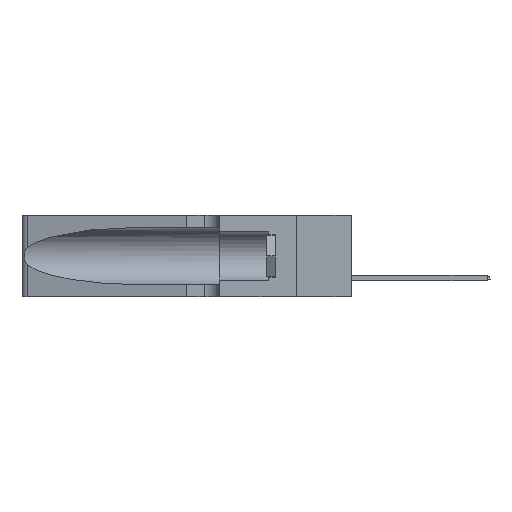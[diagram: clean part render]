
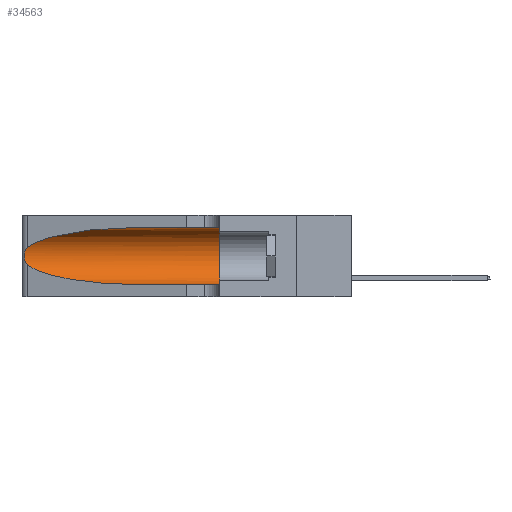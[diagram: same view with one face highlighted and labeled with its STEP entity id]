
A CAD part, left-side view. The second image highlights one B-rep face of the part: STEP entity #34563.
In plain terms, the highlighted cylindrical face has radius 3.308 mm (diameter 6.617 mm), a partial arc.
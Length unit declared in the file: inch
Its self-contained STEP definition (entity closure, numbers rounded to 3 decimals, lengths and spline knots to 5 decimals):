
#44 = ORIENTED_EDGE ( 'NONE', *, *, #22806, .F. ) ;
#732 = CARTESIAN_POINT ( 'NONE',  ( 0.1305, 0.72297, 0.31525 ) ) ;
#1054 = CARTESIAN_POINT ( 'NONE',  ( 0.1305, 0.35, 0.185 ) ) ;
#2445 = DIRECTION ( 'NONE',  ( 0., -1., 0. ) ) ;
#2524 = AXIS2_PLACEMENT_3D ( 'NONE', #1054, #21810, #4369 ) ;
#2857 = CARTESIAN_POINT ( 'NONE',  ( 0.25555, 1.22993, 0.14849 ) ) ;
#3259 = CARTESIAN_POINT ( 'NONE',  ( 0.25487, 1.22718, 0.14631 ) ) ;
#3855 = CARTESIAN_POINT ( 'NONE',  ( 0.1305, 0.72297, 0.05475 ) ) ;
#3947 = CYLINDRICAL_SURFACE ( 'NONE', #30089, 0.13025 ) ;
#4128 = DIRECTION ( 'NONE',  ( 0., -1., 0. ) ) ;
#4130 = CARTESIAN_POINT ( 'NONE',  ( 0.1305, 0.72297, 0.05475 ) ) ;
#4369 = DIRECTION ( 'NONE',  ( 0., 0., 1. ) ) ;
#4900 = DIRECTION ( 'NONE',  ( 0., -1., 0. ) ) ;
#5063 = CARTESIAN_POINT ( 'NONE',  ( 0.1305, 1.61858, 0.05475 ) ) ;
#5301 = ORIENTED_EDGE ( 'NONE', *, *, #30029, .T. ) ;
#6187 = CARTESIAN_POINT ( 'NONE',  ( 0.25555, 1.22994, 0.2215 ) ) ;
#7874 = CARTESIAN_POINT ( 'NONE',  ( 0.1305, 0.72297, 0.31525 ) ) ;
#8793 = B_SPLINE_CURVE_WITH_KNOTS ( 'NONE', 3,
 ( #41120, #6187, #34340, #16648, #37222, #30411, #20107, #13179, #44383, #13607, #23606, #40980, #2857, #3259 ),
 .UNSPECIFIED., .F., .F.,
 ( 4, 2, 2, 2, 2, 2, 4 ),
 ( 0., 0.00027, 0.00053, 0.00107, 0.0016, 0.00187, 0.00214 ),
 .UNSPECIFIED. ) ;
#8995 = CARTESIAN_POINT ( 'NONE',  ( 0.2373, 1.15595, 0.28018 ) ) ;
#10263 = EDGE_LOOP ( 'NONE', ( #33500, #44910, #12831, #5301, #44, #35257 ) ) ;
#11666 = VERTEX_POINT ( 'NONE', #30915 ) ;
#12831 = ORIENTED_EDGE ( 'NONE', *, *, #33074, .T. ) ;
#13179 = CARTESIAN_POINT ( 'NONE',  ( 0.26075, 1.23896, 0.178 ) ) ;
#13607 = CARTESIAN_POINT ( 'NONE',  ( 0.25856, 1.23593, 0.16098 ) ) ;
#16364 = VERTEX_POINT ( 'NONE', #33176 ) ;
#16648 = CARTESIAN_POINT ( 'NONE',  ( 0.25787, 1.23484, 0.2124 ) ) ;
#16699 = VERTEX_POINT ( 'NONE', #23967 ) ;
#17924 = CARTESIAN_POINT ( 'NONE',  ( 0.2373, 1.15595, 0.08982 ) ) ;
#18153 = VECTOR ( 'NONE', #4128, 39.37008 ) ;
#20107 = CARTESIAN_POINT ( 'NONE',  ( 0.26075, 1.23896, 0.19203 ) ) ;
#21810 = DIRECTION ( 'NONE',  ( 0., 1., 0. ) ) ;
#22044 = CARTESIAN_POINT ( 'NONE',  ( 0.18966, 0.96281, 0.05475 ) ) ;
#22806 = EDGE_CURVE ( 'NONE', #11666, #16364, #24136, .T. ) ;
#23536 = VERTEX_POINT ( 'NONE', #7874 ) ;
#23606 = CARTESIAN_POINT ( 'NONE',  ( 0.25789, 1.23486, 0.15765 ) ) ;
#23967 = CARTESIAN_POINT ( 'NONE',  ( 0.25487, 1.22718, 0.22369 ) ) ;
#24136 = CIRCLE ( 'NONE', #2524, 0.13025 ) ;
#26687 = DIRECTION ( 'NONE',  ( 0., 0., -1. ) ) ;
#27413 = VERTEX_POINT ( 'NONE', #3855 ) ;
#28375 = VECTOR ( 'NONE', #4900, 39.37008 ) ;
#30029 = EDGE_CURVE ( 'NONE', #27413, #16364, #30034, .T. ) ;
#30034 = LINE ( 'NONE', #5063, #28375 ) ;
#30089 = AXIS2_PLACEMENT_3D ( 'NONE', #43958, #2445, #26687 ) ;
#30411 = CARTESIAN_POINT ( 'NONE',  ( 0.26018, 1.23835, 0.19895 ) ) ;
#30915 = CARTESIAN_POINT ( 'NONE',  ( 0.1305, 0.35, 0.31525 ) ) ;
#31710 = CARTESIAN_POINT ( 'NONE',  ( 0.25487, 1.22718, 0.14631 ) ) ;
#32349 =( BOUNDED_CURVE ( )  B_SPLINE_CURVE ( 3, ( #732, #35466, #8995, #37738 ),
 .UNSPECIFIED., .F., .T. ) 
 B_SPLINE_CURVE_WITH_KNOTS ( ( 4, 4 ),
 ( 1.5708, 2.84003 ),
 .UNSPECIFIED. ) 
 CURVE ( )  GEOMETRIC_REPRESENTATION_ITEM ( )  RATIONAL_B_SPLINE_CURVE ( ( 1., 0.87, 0.87, 1. ) ) 
 REPRESENTATION_ITEM ( '' )  );
#33074 = EDGE_CURVE ( 'NONE', #38868, #27413, #40406, .T. ) ;
#33176 = CARTESIAN_POINT ( 'NONE',  ( 0.1305, 0.35, 0.05475 ) ) ;
#33500 = ORIENTED_EDGE ( 'NONE', *, *, #35700, .T. ) ;
#34340 = CARTESIAN_POINT ( 'NONE',  ( 0.25639, 1.23184, 0.21858 ) ) ;
#34563 = ADVANCED_FACE ( 'NONE', ( #34865 ), #3947, .F. ) ;
#34865 = FACE_OUTER_BOUND ( 'NONE', #10263, .T. ) ;
#34898 = EDGE_CURVE ( 'NONE', #16699, #38868, #8793, .T. ) ;
#35196 = CARTESIAN_POINT ( 'NONE',  ( 0.1305, 1.61858, 0.31525 ) ) ;
#35257 = ORIENTED_EDGE ( 'NONE', *, *, #40074, .F. ) ;
#35466 = CARTESIAN_POINT ( 'NONE',  ( 0.18966, 0.96281, 0.31525 ) ) ;
#35700 = EDGE_CURVE ( 'NONE', #23536, #16699, #32349, .T. ) ;
#35926 = CARTESIAN_POINT ( 'NONE',  ( 0.25487, 1.22718, 0.14631 ) ) ;
#37222 = CARTESIAN_POINT ( 'NONE',  ( 0.25854, 1.2359, 0.20912 ) ) ;
#37738 = CARTESIAN_POINT ( 'NONE',  ( 0.25487, 1.22718, 0.22369 ) ) ;
#38868 = VERTEX_POINT ( 'NONE', #35926 ) ;
#40074 = EDGE_CURVE ( 'NONE', #23536, #11666, #43108, .T. ) ;
#40406 =( BOUNDED_CURVE ( )  B_SPLINE_CURVE ( 3, ( #31710, #17924, #22044, #4130 ),
 .UNSPECIFIED., .F., .F. ) 
 B_SPLINE_CURVE_WITH_KNOTS ( ( 4, 4 ),
 ( 3.44316, 4.71239 ),
 .UNSPECIFIED. ) 
 CURVE ( )  GEOMETRIC_REPRESENTATION_ITEM ( )  RATIONAL_B_SPLINE_CURVE ( ( 1., 0.87, 0.87, 1. ) ) 
 REPRESENTATION_ITEM ( '' )  );
#40980 = CARTESIAN_POINT ( 'NONE',  ( 0.25639, 1.23186, 0.15144 ) ) ;
#41120 = CARTESIAN_POINT ( 'NONE',  ( 0.25487, 1.22718, 0.22369 ) ) ;
#43108 = LINE ( 'NONE', #35196, #18153 ) ;
#43958 = CARTESIAN_POINT ( 'NONE',  ( 0.1305, 1.61858, 0.185 ) ) ;
#44383 = CARTESIAN_POINT ( 'NONE',  ( 0.26017, 1.23833, 0.17102 ) ) ;
#44910 = ORIENTED_EDGE ( 'NONE', *, *, #34898, .T. ) ;
